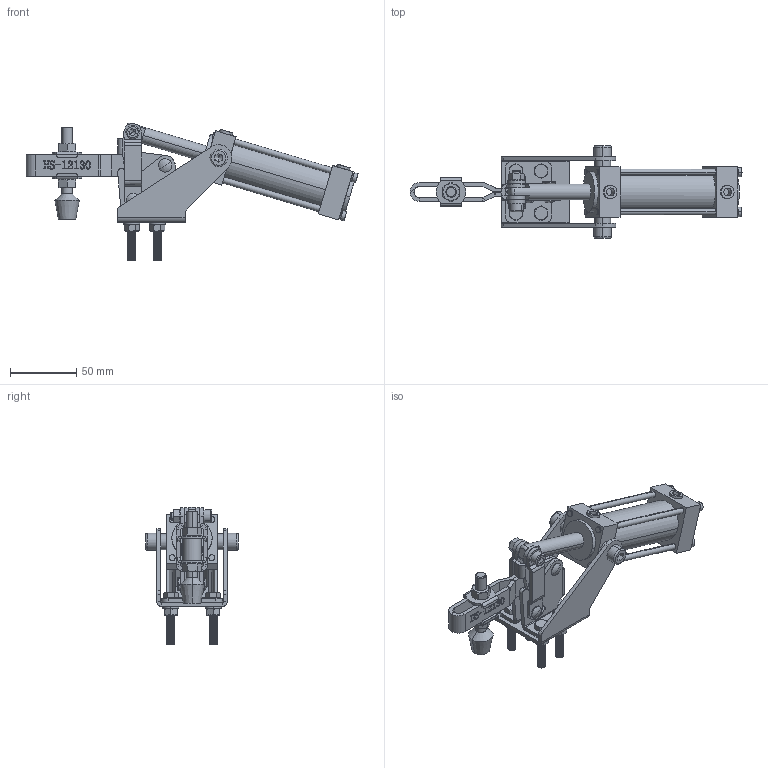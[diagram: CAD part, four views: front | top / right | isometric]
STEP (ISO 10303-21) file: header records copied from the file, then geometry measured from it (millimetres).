
FILE_DESCRIPTION (( 'STEP AP203' ), '1' );
FILE_NAME ('HS-12130-A .STEP', '2019-08-19T06:05:35', ( '微软用户' ), ( '微软中国' ), 'SwSTEP 2.0', 'SolidWorks 2012', '' );
FILE_SCHEMA (( 'CONFIG_CONTROL_DESIGN' ));
Length unit declared in the file: millimetre
Products named in the file (21): HS-12130-A ; hexagon socket head cap screws gb_GB_FASTENER_SCREWS_HSHCS M8X16-N; 階杶; plain washers for clevis pins gb_GB_ROUND_WASHERS_TYPE7 6; hex nuts, style 1-grades ab gb_GB_FASTENER_NUT_SNAB1 M6-N; hexagon socket head cap screws gb_GB_FASTENER_SCREWS_HSHCS M6X25-N; hexagon head bolts-full thread gb_GB_FASTENER_BOLT_STBAB A M6X35-S; 傻种; 酗种; 22; ァ雄標蚳蚚; 楊擘菁釱; U倰揤參蚾饜极; hex nuts, style 1-grades ab gb_GB_FASTENER_NUT_SNAB1 M8-S; FW-516; hex bolts with slot on head grade ab gb_GB_FASTENER_BOLT_HBSH M8X55-Cosmetic; 揤輸; U倰揤參; 活塞杆; 蚐詰; 菁殤
Assembly tree (36 placements, depth 3):
  HS-12130-A 
    菁殤
    蚐詰
    活塞杆
    U倰揤參蚾饜极
      U倰揤參
      揤輸
      hex bolts with slot on head grade ab gb_GB_FASTENER_BOLT_HBSH M8X55-Cosmetic
      FW-516  x2
      hex nuts, style 1-grades ab gb_GB_FASTENER_NUT_SNAB1 M8-S  x2
    楊擘菁釱
    ァ雄標蚳蚚
    22  x2
    酗种
    傻种  x2
    hexagon head bolts-full thread gb_GB_FASTENER_BOLT_STBAB A M6X35-S  x4
    hexagon socket head cap screws gb_GB_FASTENER_SCREWS_HSHCS M6X25-N
    hex nuts, style 1-grades ab gb_GB_FASTENER_NUT_SNAB1 M6-N  x5
    plain washers for clevis pins gb_GB_ROUND_WASHERS_TYPE7 6  x4
    階杶  x2
    hexagon socket head cap screws gb_GB_FASTENER_SCREWS_HSHCS M8X16-N  x2
Bounding box: 250.01 x 69.6 x 103.63 mm (x, y, z)
Volume: 191154.4 mm3; surface area: 88516.4 mm2
Topology: 35 solids, 35 shells, 2596 faces, 5721 edges, 3253 vertices
Faces by surface type: cone 1051, cylinder 742, plane 632, bspline 139, torus 26, sphere 6
Entity records: 46461 total; most frequent: CARTESIAN_POINT 14569, ORIENTED_EDGE 6054, DIRECTION 5994, EDGE_CURVE 3027, AXIS2_PLACEMENT_3D 2132, VERTEX_POINT 1833, VECTOR 1730, LINE 1730
